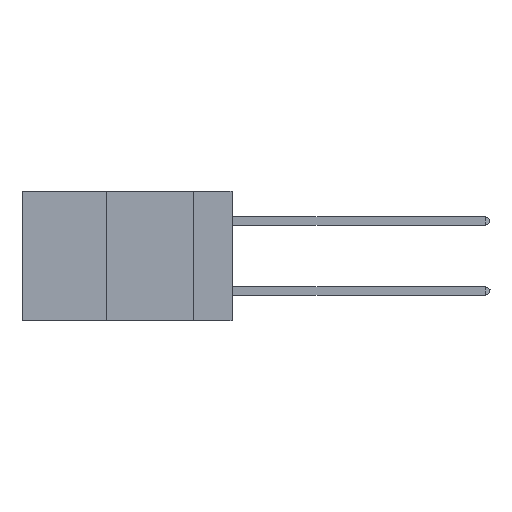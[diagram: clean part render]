
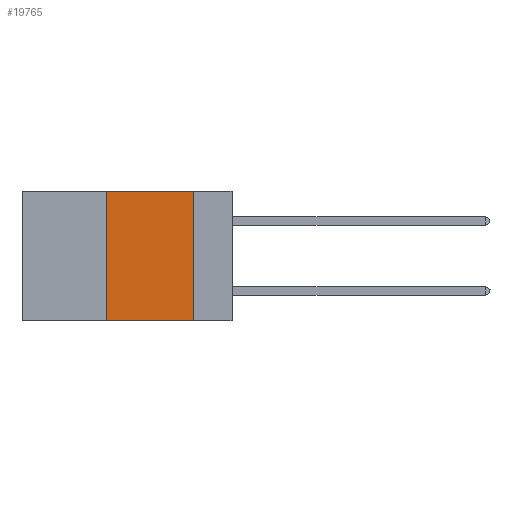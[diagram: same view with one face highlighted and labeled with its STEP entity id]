
A CAD part, left-side view. The second image highlights one B-rep face of the part: STEP entity #19765.
In plain terms, the highlighted planar face has unit normal (-1, 0, 0).
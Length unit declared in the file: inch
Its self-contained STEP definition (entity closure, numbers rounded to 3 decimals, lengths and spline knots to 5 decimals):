
#741 = ORIENTED_EDGE ( 'NONE', *, *, #2934, .T. ) ;
#865 = VERTEX_POINT ( 'NONE', #3287 ) ;
#959 = AXIS2_PLACEMENT_3D ( 'NONE', #18210, #4395, #15257 ) ;
#1054 = DIRECTION ( 'NONE',  ( 0., 0., 1. ) ) ;
#1474 = VECTOR ( 'NONE', #1054, 39.37008 ) ;
#2934 = EDGE_CURVE ( 'NONE', #15344, #12625, #7407, .T. ) ;
#3287 = CARTESIAN_POINT ( 'NONE',  ( 0., 0.36, 0. ) ) ;
#3936 = FACE_OUTER_BOUND ( 'NONE', #12170, .T. ) ;
#3982 = ORIENTED_EDGE ( 'NONE', *, *, #11954, .F. ) ;
#4395 = DIRECTION ( 'NONE',  ( 1., 0., 0. ) ) ;
#4457 = ORIENTED_EDGE ( 'NONE', *, *, #8702, .F. ) ;
#5730 = LINE ( 'NONE', #16572, #1474 ) ;
#6503 = DIRECTION ( 'NONE',  ( 0., -1., 0. ) ) ;
#7407 = LINE ( 'NONE', #17129, #11013 ) ;
#8179 = CARTESIAN_POINT ( 'NONE',  ( 0., 0.6, 0. ) ) ;
#8527 = VECTOR ( 'NONE', #17302, 39.37008 ) ;
#8702 = EDGE_CURVE ( 'NONE', #865, #11281, #16024, .T. ) ;
#9018 = CARTESIAN_POINT ( 'NONE',  ( 0., 0.36, -0.37 ) ) ;
#9645 = CARTESIAN_POINT ( 'NONE',  ( 0., 0.11, 0. ) ) ;
#11013 = VECTOR ( 'NONE', #6503, 39.37008 ) ;
#11256 = DIRECTION ( 'NONE',  ( 0., -1., 0. ) ) ;
#11281 = VERTEX_POINT ( 'NONE', #9645 ) ;
#11954 = EDGE_CURVE ( 'NONE', #11281, #12625, #16644, .T. ) ;
#12170 = EDGE_LOOP ( 'NONE', ( #3982, #4457, #12763, #741 ) ) ;
#12625 = VERTEX_POINT ( 'NONE', #19011 ) ;
#12763 = ORIENTED_EDGE ( 'NONE', *, *, #17570, .F. ) ;
#13674 = PLANE ( 'NONE',  #959 ) ;
#15257 = DIRECTION ( 'NONE',  ( 0., 0., -1. ) ) ;
#15344 = VERTEX_POINT ( 'NONE', #9018 ) ;
#15771 = CARTESIAN_POINT ( 'NONE',  ( 0., 0.11, 0. ) ) ;
#16024 = LINE ( 'NONE', #8179, #19962 ) ;
#16572 = CARTESIAN_POINT ( 'NONE',  ( 0., 0.36, 0. ) ) ;
#16644 = LINE ( 'NONE', #15771, #8527 ) ;
#17129 = CARTESIAN_POINT ( 'NONE',  ( 0., 0.6, -0.37 ) ) ;
#17302 = DIRECTION ( 'NONE',  ( 0., 0., -1. ) ) ;
#17570 = EDGE_CURVE ( 'NONE', #15344, #865, #5730, .T. ) ;
#18210 = CARTESIAN_POINT ( 'NONE',  ( 0., 0.6, 0. ) ) ;
#19011 = CARTESIAN_POINT ( 'NONE',  ( 0., 0.11, -0.37 ) ) ;
#19765 = ADVANCED_FACE ( 'NONE', ( #3936 ), #13674, .F. ) ;
#19962 = VECTOR ( 'NONE', #11256, 39.37008 ) ;
